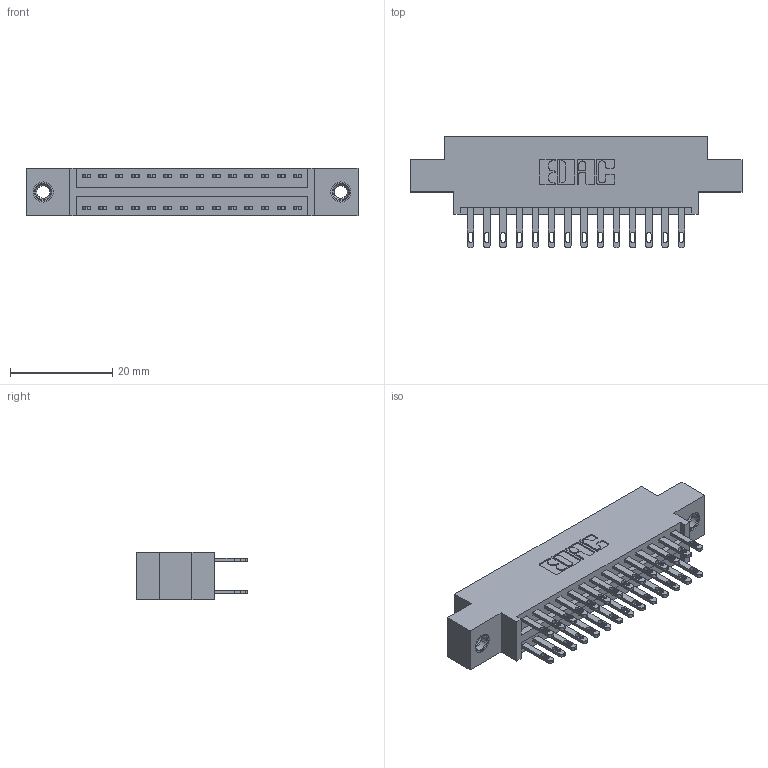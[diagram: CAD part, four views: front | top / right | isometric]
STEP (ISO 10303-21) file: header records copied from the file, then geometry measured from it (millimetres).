
FILE_DESCRIPTION (( 'STEP AP203' ), '1' );
FILE_NAME ('896-028-500-807.STEP', '2021-07-27T18:29:25', ( '' ), ( '' ), 'SwSTEP 2.0', 'SolidWorks 2020', '' );
FILE_SCHEMA (( 'CONFIG_CONTROL_DESIGN' ));
Length unit declared in the file: inch
Products named in the file (4): 345-250-001_345-250-005-103; 345-292-001_345-293-100; 846 Part_0.170 Offset - 0.156 Dia-TI; 896-028-500-807
Assembly tree (31 placements, depth 2):
  896-028-500-807
    846 Part_0.170 Offset - 0.156 Dia-TI
    345-292-001_345-293-100  x28
    345-250-001_345-250-005-103  x2
Bounding box: 65.02 x 21.84 x 9.4 mm (x, y, z)
Volume: 6040.6 mm3; surface area: 8369.6 mm2
Topology: 31 solids, 31 shells, 1530 faces, 4593 edges, 3054 vertices
Faces by surface type: plane 924, cylinder 590, cone 12, torus 4
Entity records: 14154 total; most frequent: CARTESIAN_POINT 2355, ORIENTED_EDGE 2282, DIRECTION 2155, EDGE_CURVE 1141, LINE 929, VECTOR 929, VERTEX_POINT 756, AXIS2_PLACEMENT_3D 613
